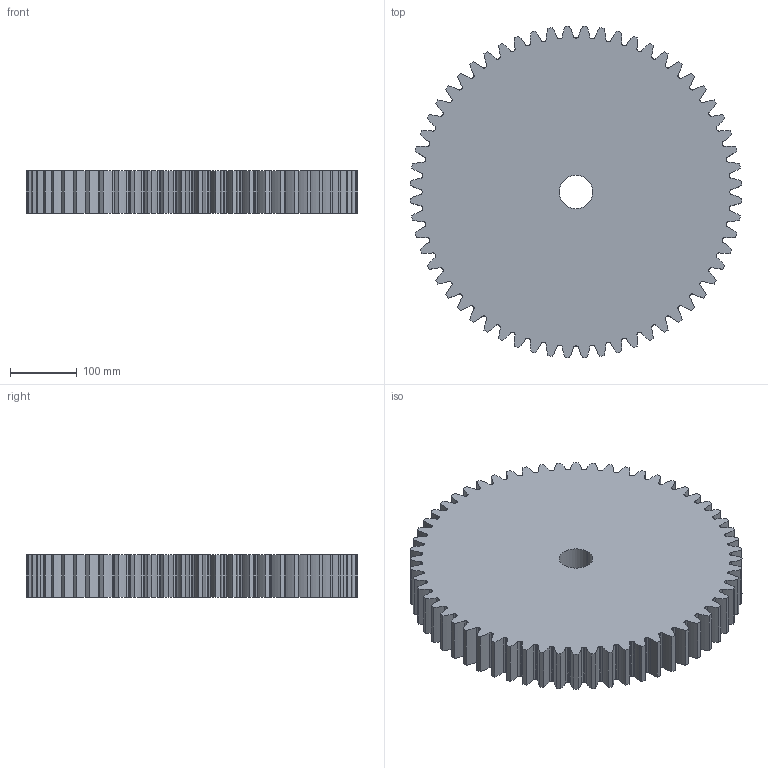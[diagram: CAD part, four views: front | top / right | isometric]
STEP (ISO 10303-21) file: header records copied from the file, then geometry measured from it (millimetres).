
FILE_DESCRIPTION (( 'STEP AP214' ), '1' );
FILE_NAME ('110-080-460.step', '2010-07-19T09:07:57', ( 'WMH Herion Antriebstechnik GmbH' ), ( 'WMH Herion Antriebstechnik GmbH' ), 'SwSTEP 2.0', 'SolidWorks 2010', '' );
FILE_SCHEMA (( 'AUTOMOTIVE_DESIGN' ));
Length unit declared in the file: millimetre
Products named in the file (1): 110-080-460
Bounding box: 495.61 x 495.61 x 64 mm (x, y, z)
Volume: 11405594.9 mm3; surface area: 555809.3 mm2
Topology: 1 solids, 1 shells, 395 faces, 1179 edges, 786 vertices
Faces by surface type: cylinder 393, plane 2
Entity records: 13817 total; most frequent: DIRECTION 2757, CARTESIAN_POINT 2361, ORIENTED_EDGE 2358, AXIS2_PLACEMENT_3D 1182, EDGE_CURVE 1179, CIRCLE 786, VERTEX_POINT 786, EDGE_LOOP 397
